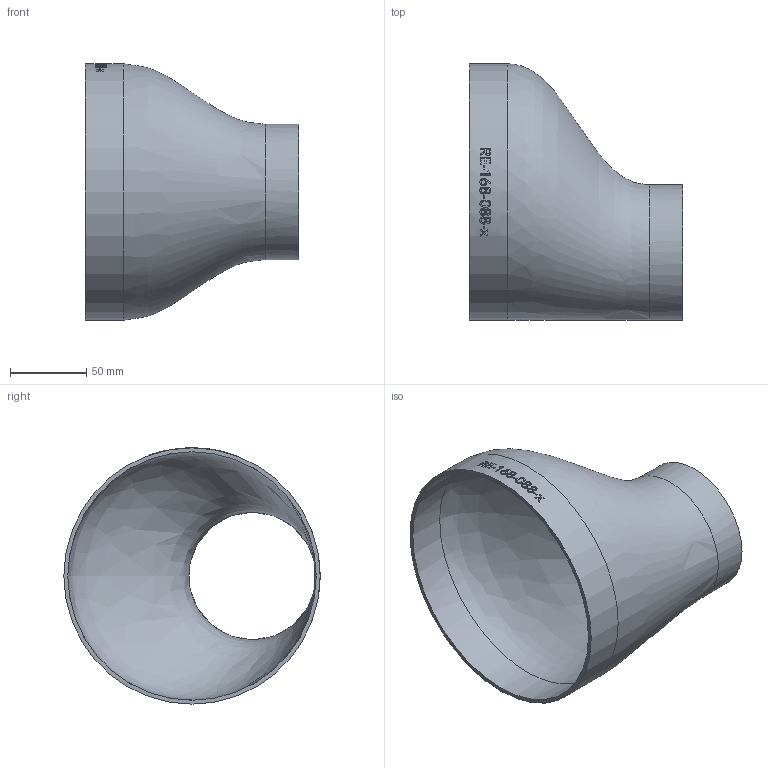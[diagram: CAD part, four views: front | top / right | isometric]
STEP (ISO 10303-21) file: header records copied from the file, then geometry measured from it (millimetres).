
FILE_DESCRIPTION (( 'STEP AP214' ), '1' );
FILE_NAME ('RE-168-088-x Reduzierung Exzenter 168,3x88,9x2,6x2,3 BL140 2101.STEP', '2021-01-04T10:46:34', ( '' ), ( '' ), 'SwSTEP 2.0', 'SolidWorks 2019', '' );
FILE_SCHEMA (( 'AUTOMOTIVE_DESIGN' ));
Length unit declared in the file: millimetre
Products named in the file (1): RE-168-088-x Reduzierung Exzenter 168,3x88,9x2,6x2,3 BL140 2101
Bounding box: 140 x 168.3 x 168.3 mm (x, y, z)
Volume: 160768.4 mm3; surface area: 124165.9 mm2
Topology: 1 solids, 1 shells, 162 faces, 420 edges, 280 vertices
Faces by surface type: bspline 86, plane 51, cylinder 24, cone 1
Full cylindrical faces by diameter (mm): 88.9 x1, 163.1 x1, 168.3 x1
Entity records: 29129 total; most frequent: CARTESIAN_POINT 24328, ORIENTED_EDGE 814, EDGE_CURVE 407, DIRECTION 347, VERTEX_POINT 274, B_SPLINE_CURVE_WITH_KNOTS 271, EDGE_LOOP 191, FACE_OUTER_BOUND 167
